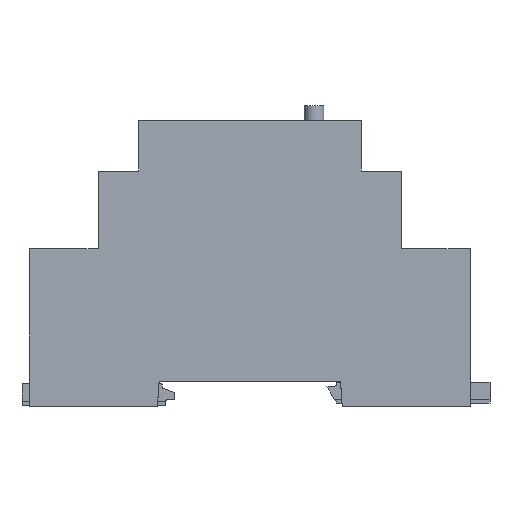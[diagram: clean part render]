
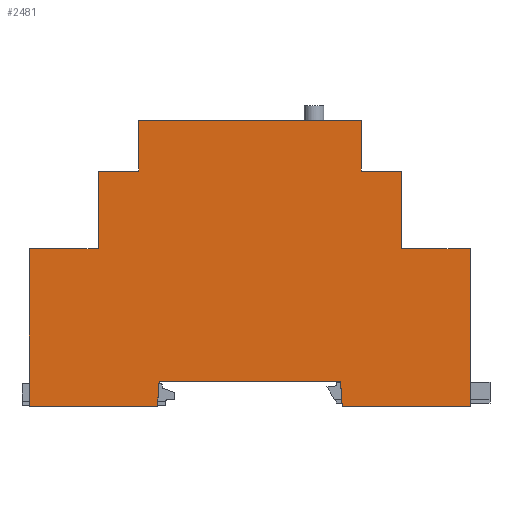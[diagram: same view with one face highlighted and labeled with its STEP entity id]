
A CAD part, left-side view. The second image highlights one B-rep face of the part: STEP entity #2481.
In plain terms, the highlighted planar face has unit normal (-1, 0, 0).
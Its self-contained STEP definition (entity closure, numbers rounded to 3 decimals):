
#2481=ADVANCED_FACE('',(#8657),#8659,.T.);
#8657=FACE_BOUND('',#8658,.T.);
#8658=EDGE_LOOP('',(#14121,#14122,#14123,#14124,#14125,#14126,#14127,#14128,#14129,
#14130,#14131,#14132,#14133,#14134,#14135,#14136));
#8659=PLANE('',#8660);
#8660=AXIS2_PLACEMENT_3D('',#8661,#8662,#8663);
#8661=CARTESIAN_POINT('',(-35.5,0.,0.));
#8662=DIRECTION('',(-1.,0.,0.));
#8663=DIRECTION('',(0.,0.,-1.));
#14121=ORIENTED_EDGE('',*,*,#17789,.T.);
#14122=ORIENTED_EDGE('',*,*,#17790,.T.);
#14123=ORIENTED_EDGE('',*,*,#17791,.T.);
#14124=ORIENTED_EDGE('',*,*,#17792,.T.);
#14125=ORIENTED_EDGE('',*,*,#17793,.T.);
#14126=ORIENTED_EDGE('',*,*,#17794,.T.);
#14127=ORIENTED_EDGE('',*,*,#17795,.T.);
#14128=ORIENTED_EDGE('',*,*,#17796,.T.);
#14129=ORIENTED_EDGE('',*,*,#17797,.T.);
#14130=ORIENTED_EDGE('',*,*,#17798,.T.);
#14131=ORIENTED_EDGE('',*,*,#17799,.T.);
#14132=ORIENTED_EDGE('',*,*,#17675,.T.);
#14133=ORIENTED_EDGE('',*,*,#17788,.T.);
#14134=ORIENTED_EDGE('',*,*,#17800,.T.);
#14135=ORIENTED_EDGE('',*,*,#17801,.T.);
#14136=ORIENTED_EDGE('',*,*,#17802,.T.);
#17675=EDGE_CURVE('',#20484,#20482,#20485,.T.);
#17788=EDGE_CURVE('',#20482,#20706,#20708,.T.);
#17789=EDGE_CURVE('',#20709,#20710,#20711,.T.);
#17790=EDGE_CURVE('',#20710,#20712,#20713,.T.);
#17791=EDGE_CURVE('',#20712,#20714,#20715,.T.);
#17792=EDGE_CURVE('',#20714,#20716,#20717,.T.);
#17793=EDGE_CURVE('',#20716,#20718,#20719,.T.);
#17794=EDGE_CURVE('',#20718,#20720,#20721,.T.);
#17795=EDGE_CURVE('',#20720,#20722,#20723,.T.);
#17796=EDGE_CURVE('',#20722,#20724,#20725,.T.);
#17797=EDGE_CURVE('',#20724,#20726,#20727,.T.);
#17798=EDGE_CURVE('',#20726,#20728,#20729,.T.);
#17799=EDGE_CURVE('',#20728,#20484,#20730,.T.);
#17800=EDGE_CURVE('',#20706,#20731,#20732,.T.);
#17801=EDGE_CURVE('',#20731,#20733,#20734,.T.);
#17802=EDGE_CURVE('',#20733,#20709,#20735,.T.);
#20482=VERTEX_POINT('',#25940);
#20484=VERTEX_POINT('',#25944);
#20485=LINE('',#25945,#25946);
#20706=VERTEX_POINT('',#26484);
#20708=LINE('',#26488,#26489);
#20709=VERTEX_POINT('',#26491);
#20710=VERTEX_POINT('',#26492);
#20711=LINE('',#26493,#26494);
#20712=VERTEX_POINT('',#26496);
#20713=LINE('',#26497,#26498);
#20714=VERTEX_POINT('',#26500);
#20715=LINE('',#26501,#26502);
#20716=VERTEX_POINT('',#26504);
#20717=LINE('',#26505,#26506);
#20718=VERTEX_POINT('',#26508);
#20719=LINE('',#26509,#26510);
#20720=VERTEX_POINT('',#26512);
#20721=LINE('',#26513,#26514);
#20722=VERTEX_POINT('',#26516);
#20723=LINE('',#26517,#26518);
#20724=VERTEX_POINT('',#26520);
#20725=LINE('',#26521,#26522);
#20726=VERTEX_POINT('',#26524);
#20727=LINE('',#26525,#26526);
#20728=VERTEX_POINT('',#26528);
#20729=LINE('',#26529,#26530);
#20730=LINE('',#26532,#26533);
#20731=VERTEX_POINT('',#26535);
#20732=LINE('',#26536,#26537);
#20733=VERTEX_POINT('',#26539);
#20734=LINE('',#26540,#26541);
#20735=LINE('',#26543,#26544);
#25940=CARTESIAN_POINT('',(-35.5,22.5,52.804));
#25944=CARTESIAN_POINT('',(-35.5,-22.5,52.804));
#25945=CARTESIAN_POINT('',(-35.5,-22.5,52.804));
#25946=VECTOR('',#25947,1.);
#25947=DIRECTION('',(0.,1.,0.));
#26484=CARTESIAN_POINT('',(-35.5,22.5,42.606));
#26488=CARTESIAN_POINT('',(-35.5,22.5,52.804));
#26489=VECTOR('',#26490,1.);
#26490=DIRECTION('',(0.,0.,-1.));
#26491=CARTESIAN_POINT('',(-35.5,44.6,26.878));
#26492=CARTESIAN_POINT('',(-35.5,44.6,-4.987));
#26493=CARTESIAN_POINT('',(-35.5,44.6,26.878));
#26494=VECTOR('',#26495,1.);
#26495=DIRECTION('',(0.,0.,-1.));
#26496=CARTESIAN_POINT('',(-35.5,18.7,-4.987));
#26497=CARTESIAN_POINT('',(-35.5,44.6,-4.987));
#26498=VECTOR('',#26499,1.);
#26499=DIRECTION('',(0.,-1.,0.));
#26500=CARTESIAN_POINT('',(-35.5,18.351,0.));
#26501=CARTESIAN_POINT('',(-35.5,18.7,-4.987));
#26502=VECTOR('',#26503,1.);
#26503=DIRECTION('',(0.,-0.07,0.998));
#26504=CARTESIAN_POINT('',(-35.5,-18.351,0.));
#26505=CARTESIAN_POINT('',(-35.5,18.351,0.));
#26506=VECTOR('',#26507,1.);
#26507=DIRECTION('',(0.,-1.,0.));
#26508=CARTESIAN_POINT('',(-35.5,-18.7,-4.987));
#26509=CARTESIAN_POINT('',(-35.5,-18.351,0.));
#26510=VECTOR('',#26511,1.);
#26511=DIRECTION('',(0.,-0.07,-0.998));
#26512=CARTESIAN_POINT('',(-35.5,-44.6,-4.987));
#26513=CARTESIAN_POINT('',(-35.5,-18.7,-4.987));
#26514=VECTOR('',#26515,1.);
#26515=DIRECTION('',(0.,-1.,0.));
#26516=CARTESIAN_POINT('',(-35.5,-44.6,26.878));
#26517=CARTESIAN_POINT('',(-35.5,-44.6,-4.987));
#26518=VECTOR('',#26519,1.);
#26519=DIRECTION('',(0.,0.,1.));
#26520=CARTESIAN_POINT('',(-35.5,-30.7,26.878));
#26521=CARTESIAN_POINT('',(-35.5,-44.6,26.878));
#26522=VECTOR('',#26523,1.);
#26523=DIRECTION('',(0.,1.,0.));
#26524=CARTESIAN_POINT('',(-35.5,-30.7,42.606));
#26525=CARTESIAN_POINT('',(-35.5,-30.7,26.878));
#26526=VECTOR('',#26527,1.);
#26527=DIRECTION('',(0.,0.,1.));
#26528=CARTESIAN_POINT('',(-35.5,-22.5,42.606));
#26529=CARTESIAN_POINT('',(-35.5,-30.7,42.606));
#26530=VECTOR('',#26531,1.);
#26531=DIRECTION('',(0.,1.,0.));
#26532=CARTESIAN_POINT('',(-35.5,-22.5,42.606));
#26533=VECTOR('',#26534,1.);
#26534=DIRECTION('',(0.,0.,1.));
#26535=CARTESIAN_POINT('',(-35.5,30.7,42.606));
#26536=CARTESIAN_POINT('',(-35.5,22.5,42.606));
#26537=VECTOR('',#26538,1.);
#26538=DIRECTION('',(0.,1.,0.));
#26539=CARTESIAN_POINT('',(-35.5,30.7,26.878));
#26540=CARTESIAN_POINT('',(-35.5,30.7,42.606));
#26541=VECTOR('',#26542,1.);
#26542=DIRECTION('',(0.,0.,-1.));
#26543=CARTESIAN_POINT('',(-35.5,30.7,26.878));
#26544=VECTOR('',#26545,1.);
#26545=DIRECTION('',(0.,1.,0.));
